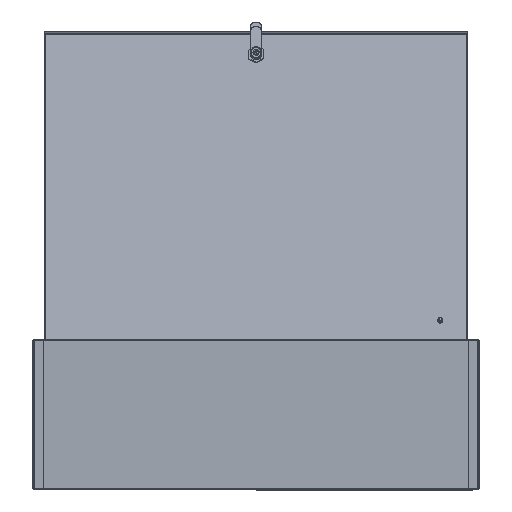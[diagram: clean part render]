
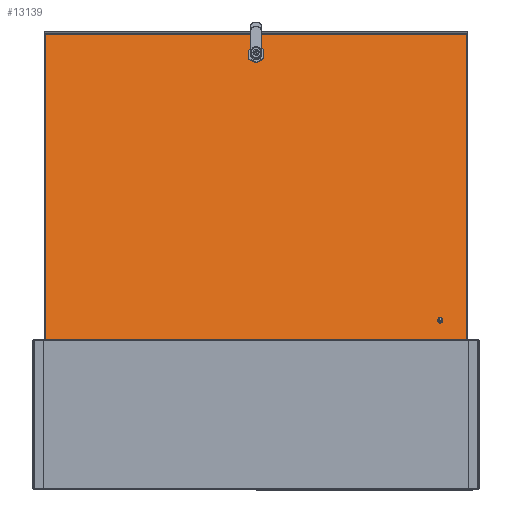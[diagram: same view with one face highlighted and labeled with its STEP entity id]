
A CAD part, left-side view. The second image highlights one B-rep face of the part: STEP entity #13139.
In plain terms, the highlighted face is planar.
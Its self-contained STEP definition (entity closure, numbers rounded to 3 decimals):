
#5 = EDGE_CURVE ( 'NONE', #352, #1580, #19554, .T. ) ;
#89 = AXIS2_PLACEMENT_3D ( 'NONE', #17515, #5898, #19440 ) ;
#118 = VERTEX_POINT ( 'NONE', #2714 ) ;
#120 = FACE_BOUND ( 'NONE', #18745, .T. ) ;
#128 = VECTOR ( 'NONE', #2396, 1000. ) ;
#144 = DIRECTION ( 'NONE',  ( 0., 0., 1. ) ) ;
#352 = VERTEX_POINT ( 'NONE', #1895 ) ;
#419 = CARTESIAN_POINT ( 'NONE',  ( -396.228, -52.414, -0.6 ) ) ;
#919 = ORIENTED_EDGE ( 'NONE', *, *, #20829, .T. ) ;
#1041 = ORIENTED_EDGE ( 'NONE', *, *, #2680, .F. ) ;
#1580 = VERTEX_POINT ( 'NONE', #8385 ) ;
#1651 = DIRECTION ( 'NONE',  ( 0., 1., 0. ) ) ;
#1877 = EDGE_CURVE ( 'NONE', #23195, #15982, #10469, .T. ) ;
#1895 = CARTESIAN_POINT ( 'NONE',  ( -396.228, -59.712, -0.6 ) ) ;
#2148 = CARTESIAN_POINT ( 'NONE',  ( 7.372, -324.763, -0.6 ) ) ;
#2323 = EDGE_CURVE ( 'NONE', #1580, #16086, #24663, .T. ) ;
#2396 = DIRECTION ( 'NONE',  ( 0., -1., 0. ) ) ;
#2680 = EDGE_CURVE ( 'NONE', #7058, #22215, #21939, .T. ) ;
#2714 = CARTESIAN_POINT ( 'NONE',  ( -417.728, -363.163, -0.6 ) ) ;
#2733 = DIRECTION ( 'NONE',  ( 1., 0., 0. ) ) ;
#2832 = LINE ( 'NONE', #8773, #23337 ) ;
#3499 = ORIENTED_EDGE ( 'NONE', *, *, #1877, .T. ) ;
#3633 = CIRCLE ( 'NONE', #6647, 0.5 ) ;
#3875 = DIRECTION ( 'NONE',  ( 1., 0., 0. ) ) ;
#4080 = DIRECTION ( 'NONE',  ( 1., 0., 0. ) ) ;
#4643 = LINE ( 'NONE', #13470, #14296 ) ;
#4935 = VECTOR ( 'NONE', #18991, 1000. ) ;
#5687 = DIRECTION ( 'NONE',  ( 0., 0., 1. ) ) ;
#5750 = VERTEX_POINT ( 'NONE', #22283 ) ;
#5831 = FACE_BOUND ( 'NONE', #24337, .T. ) ;
#5898 = DIRECTION ( 'NONE',  ( 0., 0., 1. ) ) ;
#6191 = ORIENTED_EDGE ( 'NONE', *, *, #23121, .T. ) ;
#6205 = VERTEX_POINT ( 'NONE', #21833 ) ;
#6647 = AXIS2_PLACEMENT_3D ( 'NONE', #2148, #15662, #4080 ) ;
#7058 = VERTEX_POINT ( 'NONE', #24189 ) ;
#7390 = AXIS2_PLACEMENT_3D ( 'NONE', #21438, #9874, #23363 ) ;
#7697 = ORIENTED_EDGE ( 'NONE', *, *, #8736, .F. ) ;
#8385 = CARTESIAN_POINT ( 'NONE',  ( -379.228, -59.712, -0.6 ) ) ;
#8509 = AXIS2_PLACEMENT_3D ( 'NONE', #9525, #144, #2733 ) ;
#8736 = EDGE_CURVE ( 'NONE', #22215, #6205, #2832, .T. ) ;
#8773 = CARTESIAN_POINT ( 'NONE',  ( -417.728, 251.037, -0.6 ) ) ;
#9525 = CARTESIAN_POINT ( 'NONE',  ( -387.728, -56.063, -0.6 ) ) ;
#9874 = DIRECTION ( 'NONE',  ( 0., 0., 1. ) ) ;
#10408 = FACE_OUTER_BOUND ( 'NONE', #11550, .T. ) ;
#10469 = CIRCLE ( 'NONE', #7390, 0.5 ) ;
#11524 = DIRECTION ( 'NONE',  ( 1., 0., 0. ) ) ;
#11550 = EDGE_LOOP ( 'NONE', ( #17660, #7697, #1041, #21989 ) ) ;
#11665 = VECTOR ( 'NONE', #23810, 1000. ) ;
#13139 = ADVANCED_FACE ( 'NONE', ( #120, #5831, #10408 ), #23087, .F. ) ;
#13195 = CARTESIAN_POINT ( 'NONE',  ( -379.228, -52.414, -0.6 ) ) ;
#13470 = CARTESIAN_POINT ( 'NONE',  ( -417.728, -363.163, -0.6 ) ) ;
#13652 = EDGE_CURVE ( 'NONE', #118, #7058, #4643, .T. ) ;
#14210 = AXIS2_PLACEMENT_3D ( 'NONE', #21151, #5687, #11524 ) ;
#14296 = VECTOR ( 'NONE', #3875, 1000. ) ;
#14417 = VECTOR ( 'NONE', #1651, 1000. ) ;
#14706 = CIRCLE ( 'NONE', #89, 9.25 ) ;
#15662 = DIRECTION ( 'NONE',  ( 0., 0., 1. ) ) ;
#15982 = VERTEX_POINT ( 'NONE', #23731 ) ;
#16086 = VERTEX_POINT ( 'NONE', #24064 ) ;
#16436 = ORIENTED_EDGE ( 'NONE', *, *, #2323, .T. ) ;
#16647 = EDGE_CURVE ( 'NONE', #15982, #23195, #3633, .T. ) ;
#17040 = CARTESIAN_POINT ( 'NONE',  ( -417.728, 251.037, -0.6 ) ) ;
#17515 = CARTESIAN_POINT ( 'NONE',  ( -387.728, -56.063, -0.6 ) ) ;
#17660 = ORIENTED_EDGE ( 'NONE', *, *, #24077, .F. ) ;
#18251 = DIRECTION ( 'NONE',  ( -1., 0., 0. ) ) ;
#18745 = EDGE_LOOP ( 'NONE', ( #24332, #3499 ) ) ;
#18991 = DIRECTION ( 'NONE',  ( 0., -1., 0. ) ) ;
#19039 = CARTESIAN_POINT ( 'NONE',  ( 45.772, 251.037, -0.6 ) ) ;
#19440 = DIRECTION ( 'NONE',  ( 1., 0., 0. ) ) ;
#19554 = CIRCLE ( 'NONE', #8509, 9.25 ) ;
#19603 = CARTESIAN_POINT ( 'NONE',  ( 6.872, -324.763, -0.6 ) ) ;
#19940 = CARTESIAN_POINT ( 'NONE',  ( 45.772, 251.037, -0.6 ) ) ;
#20829 = EDGE_CURVE ( 'NONE', #16086, #5750, #14706, .T. ) ;
#21151 = CARTESIAN_POINT ( 'NONE',  ( -417.728, -363.163, -0.6 ) ) ;
#21438 = CARTESIAN_POINT ( 'NONE',  ( 7.372, -324.763, -0.6 ) ) ;
#21469 = ORIENTED_EDGE ( 'NONE', *, *, #5, .T. ) ;
#21833 = CARTESIAN_POINT ( 'NONE',  ( -417.728, 251.037, -0.6 ) ) ;
#21939 = LINE ( 'NONE', #19940, #11665 ) ;
#21989 = ORIENTED_EDGE ( 'NONE', *, *, #13652, .F. ) ;
#22215 = VERTEX_POINT ( 'NONE', #19039 ) ;
#22283 = CARTESIAN_POINT ( 'NONE',  ( -396.228, -52.414, -0.6 ) ) ;
#23087 = PLANE ( 'NONE',  #14210 ) ;
#23121 = EDGE_CURVE ( 'NONE', #5750, #352, #23990, .T. ) ;
#23195 = VERTEX_POINT ( 'NONE', #19603 ) ;
#23337 = VECTOR ( 'NONE', #18251, 1000. ) ;
#23363 = DIRECTION ( 'NONE',  ( 1., 0., 0. ) ) ;
#23731 = CARTESIAN_POINT ( 'NONE',  ( 7.872, -324.763, -0.6 ) ) ;
#23810 = DIRECTION ( 'NONE',  ( 0., 1., 0. ) ) ;
#23990 = LINE ( 'NONE', #419, #128 ) ;
#24064 = CARTESIAN_POINT ( 'NONE',  ( -379.228, -52.414, -0.6 ) ) ;
#24077 = EDGE_CURVE ( 'NONE', #6205, #118, #24847, .T. ) ;
#24189 = CARTESIAN_POINT ( 'NONE',  ( 45.772, -363.163, -0.6 ) ) ;
#24332 = ORIENTED_EDGE ( 'NONE', *, *, #16647, .T. ) ;
#24337 = EDGE_LOOP ( 'NONE', ( #6191, #21469, #16436, #919 ) ) ;
#24663 = LINE ( 'NONE', #13195, #14417 ) ;
#24847 = LINE ( 'NONE', #17040, #4935 ) ;
